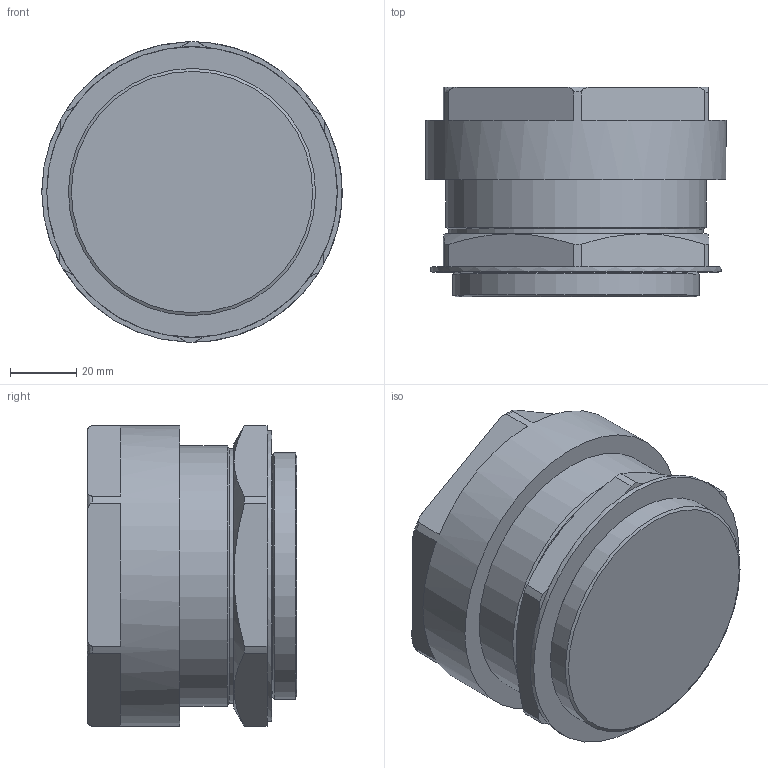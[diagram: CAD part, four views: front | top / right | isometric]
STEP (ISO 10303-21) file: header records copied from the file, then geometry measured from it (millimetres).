
FILE_DESCRIPTION(/* description */ (''),/* implementation_level */ '2;1');
FILE_NAME(/* name */ '501 321_F M75.stp',/* time_stamp */ '2020-11-27T14:45:33+05:00',/* author */ ('jgandhi'),/* organization */ (''),/* preprocessor_version */ 'ST-DEVELOPER v18',/* originating_system */ 'Autodesk Inventor 2020',/* authorisation */ '');
FILE_SCHEMA (('AUTOMOTIVE_DESIGN { 1 0 10303 214 3 1 1 }'));
Length unit declared in the file: millimetre
Products named in the file (1): 501 321_F M75
Bounding box: 91 x 63.43 x 91 mm (x, y, z)
Volume: 349106.8 mm3; surface area: 32721.9 mm2
Topology: 1 solids, 1 shells, 62 faces, 156 edges, 99 vertices
Faces by surface type: plane 35, cylinder 12, cone 9, torus 6
Full cylindrical faces by diameter (mm): 73 x1, 74.85 x1, 77 x1, 78.85 x1, 88 x1, 91 x1
Entity records: 2077 total; most frequent: CARTESIAN_POINT 474, DIRECTION 327, ORIENTED_EDGE 312, EDGE_CURVE 156, AXIS2_PLACEMENT_3D 132, VERTEX_POINT 99, CIRCLE 69, EDGE_LOOP 65
